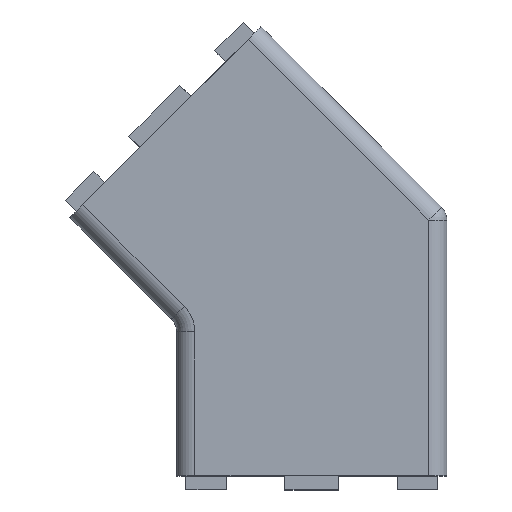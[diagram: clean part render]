
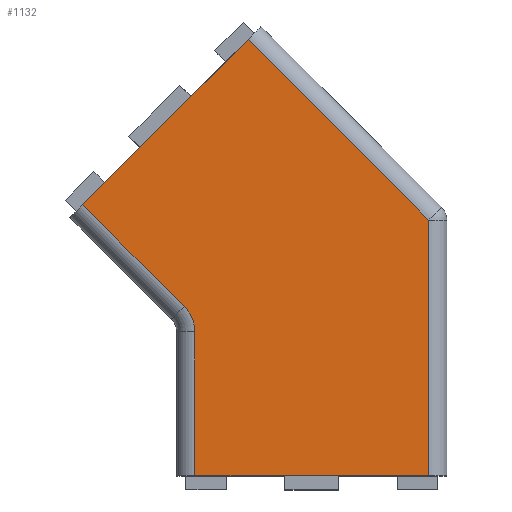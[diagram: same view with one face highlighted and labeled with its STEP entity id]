
A CAD part, top view. The second image highlights one B-rep face of the part: STEP entity #1132.
In plain terms, the highlighted planar face has unit normal (0, 0, 1).
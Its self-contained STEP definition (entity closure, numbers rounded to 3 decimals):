
#135 = ORIENTED_EDGE ( 'NONE', *, *, #2054, .T. ) ;
#376 = LINE ( 'NONE', #5528, #1963 ) ;
#806 = ORIENTED_EDGE ( 'NONE', *, *, #1142, .F. ) ;
#874 = VECTOR ( 'NONE', #6053, 1000. ) ;
#1132 = ADVANCED_FACE ( 'NONE', ( #5840 ), #6690, .F. ) ;
#1142 = EDGE_CURVE ( 'NONE', #4290, #1776, #6986, .T. ) ;
#1462 = CARTESIAN_POINT ( 'NONE',  ( -13., 15.972, 15. ) ) ;
#1513 = ORIENTED_EDGE ( 'NONE', *, *, #2162, .F. ) ;
#1776 = VERTEX_POINT ( 'NONE', #7131 ) ;
#1802 = VECTOR ( 'NONE', #5501, 1000. ) ;
#1963 = VECTOR ( 'NONE', #5531, 1000. ) ;
#2054 = EDGE_CURVE ( 'NONE', #4275, #5745, #4702, .T. ) ;
#2162 = EDGE_CURVE ( 'NONE', #6300, #7253, #6528, .T. ) ;
#2199 = EDGE_CURVE ( 'NONE', #6300, #4275, #376, .T. ) ;
#2208 = EDGE_CURVE ( 'NONE', #5745, #6689, #3416, .T. ) ;
#2221 = EDGE_CURVE ( 'NONE', #6689, #1776, #4608, .T. ) ;
#2250 = EDGE_CURVE ( 'NONE', #4290, #7253, #5917, .T. ) ;
#2977 = AXIS2_PLACEMENT_3D ( 'NONE', #5599, #5571, #5569 ) ;
#3059 = VECTOR ( 'NONE', #5342, 1000. ) ;
#3416 = LINE ( 'NONE', #5677, #1802 ) ;
#3715 = DIRECTION ( 'NONE',  ( 0., 0., -1. ) ) ;
#3963 = CARTESIAN_POINT ( 'NONE',  ( -14.172, 18.801, 15. ) ) ;
#4275 = VERTEX_POINT ( 'NONE', #4532 ) ;
#4290 = VERTEX_POINT ( 'NONE', #5180 ) ;
#4322 = DIRECTION ( 'NONE',  ( 0.707, 0.707, 0. ) ) ;
#4483 = AXIS2_PLACEMENT_3D ( 'NONE', #5568, #3715, #4895 ) ;
#4532 = CARTESIAN_POINT ( 'NONE',  ( -13., 0., 15. ) ) ;
#4578 = ORIENTED_EDGE ( 'NONE', *, *, #2208, .T. ) ;
#4608 = LINE ( 'NONE', #5426, #6360 ) ;
#4702 = LINE ( 'NONE', #6079, #874 ) ;
#4839 = CARTESIAN_POINT ( 'NONE',  ( 13., 0., 15. ) ) ;
#4895 = DIRECTION ( 'NONE',  ( -1., 0., 0. ) ) ;
#5078 = CARTESIAN_POINT ( 'NONE',  ( 13., 28.399, 15. ) ) ;
#5180 = CARTESIAN_POINT ( 'NONE',  ( -25.466, 30.095, 15. ) ) ;
#5342 = DIRECTION ( 'NONE',  ( 0.707, -0.707, 0. ) ) ;
#5348 = CARTESIAN_POINT ( 'NONE',  ( -13.586, 18.215, 15. ) ) ;
#5424 = DIRECTION ( 'NONE',  ( -0.707, 0.707, 0. ) ) ;
#5426 = CARTESIAN_POINT ( 'NONE',  ( -7.081, 48.48, 15. ) ) ;
#5496 = ORIENTED_EDGE ( 'NONE', *, *, #2250, .T. ) ;
#5501 = DIRECTION ( 'NONE',  ( 0., 1., 0. ) ) ;
#5528 = CARTESIAN_POINT ( 'NONE',  ( -13., 4.8, 15. ) ) ;
#5531 = DIRECTION ( 'NONE',  ( 0., -1., 0. ) ) ;
#5568 = CARTESIAN_POINT ( 'NONE',  ( 15., 4.8, 15. ) ) ;
#5569 = DIRECTION ( 'NONE',  ( -1., 0., 0. ) ) ;
#5571 = DIRECTION ( 'NONE',  ( 0., 0., 1. ) ) ;
#5597 = CARTESIAN_POINT ( 'NONE',  ( -5.667, 49.894, 15. ) ) ;
#5599 = CARTESIAN_POINT ( 'NONE',  ( -17., 15.972, 15. ) ) ;
#5663 = VECTOR ( 'NONE', #4322, 1000. ) ;
#5677 = CARTESIAN_POINT ( 'NONE',  ( 13., 4.8, 15. ) ) ;
#5745 = VERTEX_POINT ( 'NONE', #4839 ) ;
#5840 = FACE_OUTER_BOUND ( 'NONE', #6018, .T. ) ;
#5917 = LINE ( 'NONE', #5348, #3059 ) ;
#6018 = EDGE_LOOP ( 'NONE', ( #1513, #6507, #135, #4578, #6557, #806, #5496 ) ) ;
#6053 = DIRECTION ( 'NONE',  ( 1., 0., 0. ) ) ;
#6079 = CARTESIAN_POINT ( 'NONE',  ( 15., 0., 15. ) ) ;
#6300 = VERTEX_POINT ( 'NONE', #1462 ) ;
#6360 = VECTOR ( 'NONE', #5424, 1000. ) ;
#6507 = ORIENTED_EDGE ( 'NONE', *, *, #2199, .T. ) ;
#6528 = CIRCLE ( 'NONE', #2977, 4. ) ;
#6557 = ORIENTED_EDGE ( 'NONE', *, *, #2221, .T. ) ;
#6689 = VERTEX_POINT ( 'NONE', #5078 ) ;
#6690 = PLANE ( 'NONE',  #4483 ) ;
#6986 = LINE ( 'NONE', #5597, #5663 ) ;
#7131 = CARTESIAN_POINT ( 'NONE',  ( -7.081, 48.48, 15. ) ) ;
#7253 = VERTEX_POINT ( 'NONE', #3963 ) ;
